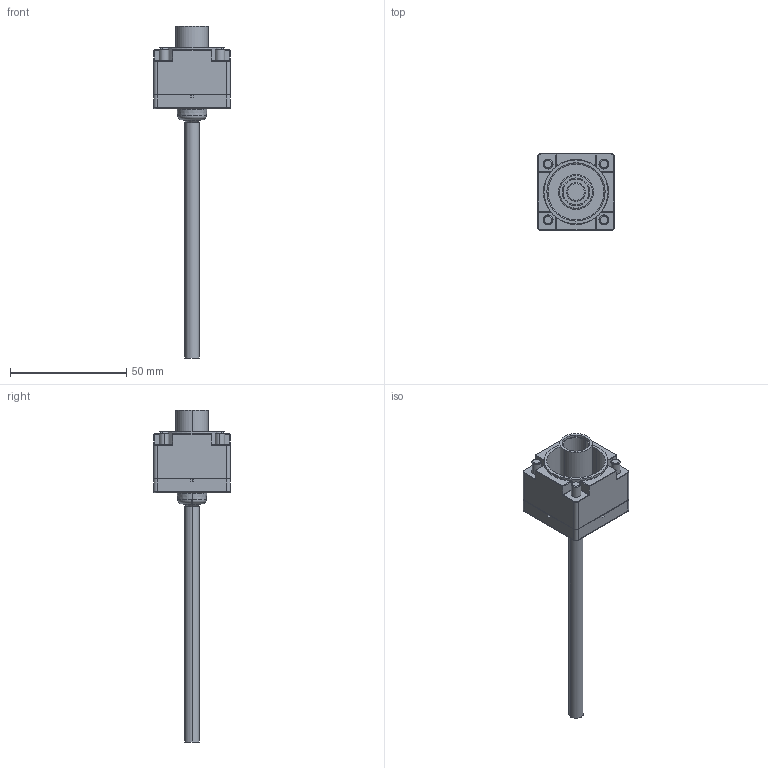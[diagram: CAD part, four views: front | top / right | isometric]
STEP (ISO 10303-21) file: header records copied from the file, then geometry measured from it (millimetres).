
FILE_DESCRIPTION(('STEP AP242'),'1');
FILE_NAME('switch_zcke08.stp','2021-05-11T13:01:52',('TraceParts'),('TraceParts S.A.'),'Spatial InterOp 3D',' ',' ');
FILE_SCHEMA(('AP242_MANAGED_MODEL_BASED_3D_ENGINEERING_MIM_LF {1 0 10303 442 1 1 4}'));
Length unit declared in the file: millimetre
Products named in the file (1): switch_zcke08_1
Bounding box: 33 x 33 x 142.5 mm (x, y, z)
Volume: 20198.7 mm3; surface area: 19221.2 mm2
Topology: 9 solids, 9 shells, 641 faces, 1443 edges, 832 vertices
Faces by surface type: cylinder 222, plane 206, torus 123, cone 38, bspline 32, sphere 20
Entity records: 18431 total; most frequent: CARTESIAN_POINT 3804, DIRECTION 3416, ORIENTED_EDGE 2838, EDGE_CURVE 1419, AXIS2_PLACEMENT_3D 1412, VERTEX_POINT 832, CIRCLE 794, EDGE_LOOP 699
